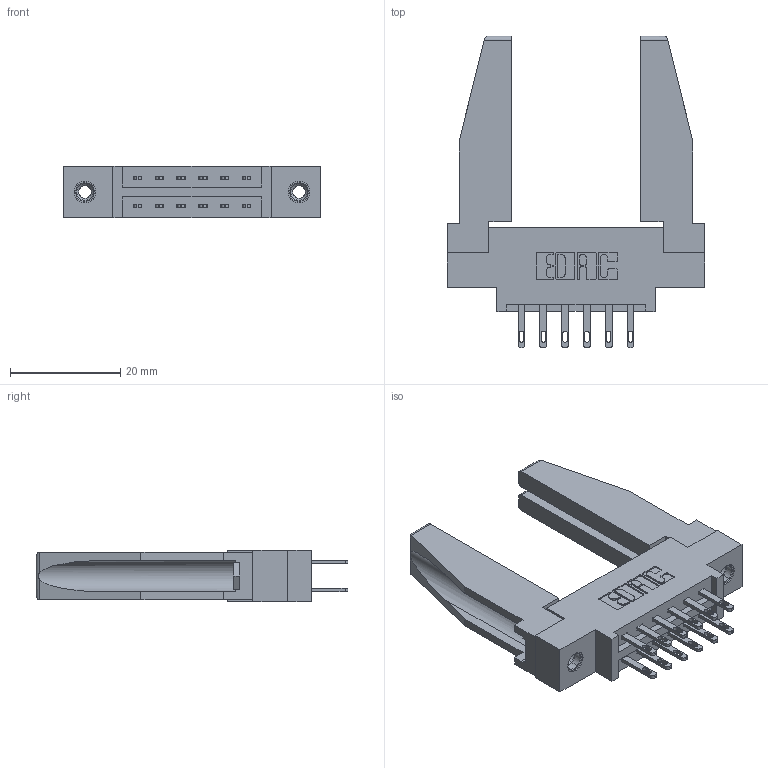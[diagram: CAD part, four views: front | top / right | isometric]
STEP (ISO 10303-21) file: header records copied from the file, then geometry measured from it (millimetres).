
FILE_DESCRIPTION (( 'STEP AP203' ), '1' );
FILE_NAME ('337-012-500-878.STEP', '2019-10-10T15:40:41', ( '' ), ( '' ), 'SwSTEP 2.0', 'SolidWorks 2016', '' );
FILE_SCHEMA (( 'CONFIG_CONTROL_DESIGN' ));
Length unit declared in the file: inch
Products named in the file (5): 337 Part_0.170 Offset - 0.156 Dia-TI; 345-250-001_345-250-001-102; 345-292-001_345-293-100; 337-012-500-878; 307-220-078
Assembly tree (17 placements, depth 2):
  337-012-500-878
    337 Part_0.170 Offset - 0.156 Dia-TI
    345-292-001_345-293-100  x12
    345-250-001_345-250-001-102  x2
    307-220-078  x2
Bounding box: 46.79 x 56.65 x 9.4 mm (x, y, z)
Volume: 8364.1 mm3; surface area: 8662.9 mm2
Topology: 17 solids, 17 shells, 848 faces, 2489 edges, 1650 vertices
Faces by surface type: plane 542, cylinder 290, cone 12, torus 4
Entity records: 11810 total; most frequent: CARTESIAN_POINT 2020, ORIENTED_EDGE 1912, DIRECTION 1792, EDGE_CURVE 956, VECTOR 786, LINE 786, VERTEX_POINT 632, AXIS2_PLACEMENT_3D 503
